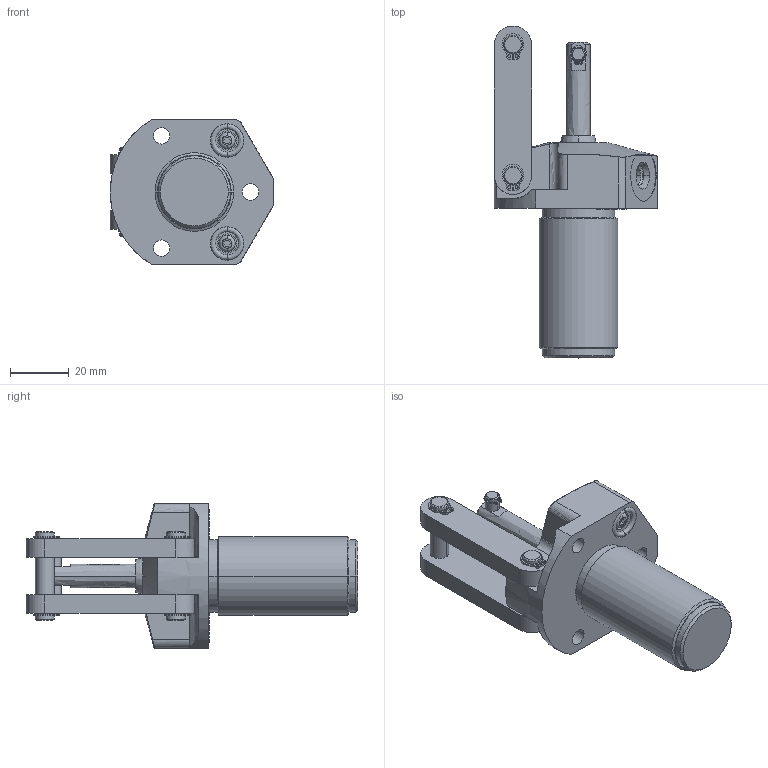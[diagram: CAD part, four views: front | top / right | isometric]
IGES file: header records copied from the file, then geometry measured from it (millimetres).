
Start section:  PTC IGES file: ilc16620400.igs
Global section: file name: ilc16620400.igs; native system: Pro/ENGINEER by Parametric Technology Corporation; preprocessor: 2004290; author: KR; organization: Unknown; date: 051020.072358; units: inch
Bounding box: 55.55 x 112.7 x 49.2 mm (x, y, z)
Surface area: 23637.3 mm2 (no closed solid volume)
Topology: 0 solids, 0 shells, 298 faces, 1518 edges, 1514 vertices
Faces by surface type: revolution 177, bspline 121
